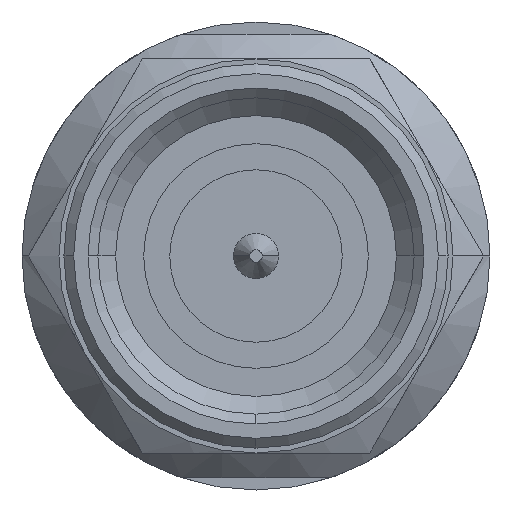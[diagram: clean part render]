
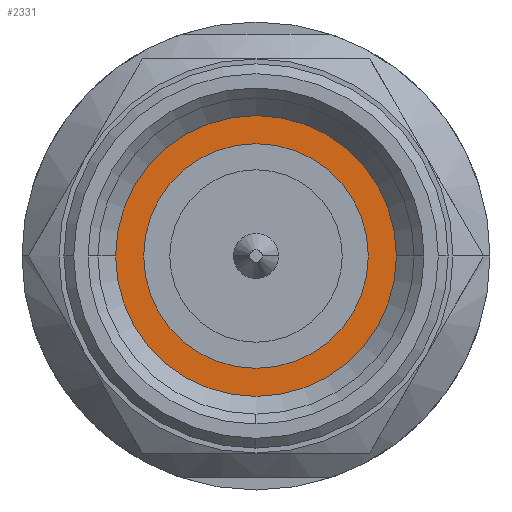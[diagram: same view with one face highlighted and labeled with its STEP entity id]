
A CAD part, left-side view. The second image highlights one B-rep face of the part: STEP entity #2331.
In plain terms, the highlighted planar face has unit normal (-1, 0, 0).
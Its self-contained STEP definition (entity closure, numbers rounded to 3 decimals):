
#68 = CARTESIAN_POINT ( 'NONE',  ( 5.4, 0., 0. ) ) ;
#113 = EDGE_CURVE ( 'NONE', #136, #1449, #2463, .T. ) ;
#136 = VERTEX_POINT ( 'NONE', #291 ) ;
#150 = PLANE ( 'NONE',  #2378 ) ;
#155 = CIRCLE ( 'NONE', #1836, 3.225 ) ;
#291 = CARTESIAN_POINT ( 'NONE',  ( 5.4, 2.28, 0. ) ) ;
#296 = DIRECTION ( 'NONE',  ( 0., 0., 1. ) ) ;
#305 = DIRECTION ( 'NONE',  ( 1., 0., 0. ) ) ;
#384 = CARTESIAN_POINT ( 'NONE',  ( 5.4, -2.28, 0. ) ) ;
#403 = CIRCLE ( 'NONE', #2303, 3.225 ) ;
#443 = EDGE_CURVE ( 'NONE', #645, #1897, #155, .T. ) ;
#613 = EDGE_CURVE ( 'NONE', #136, #1449, #1567, .T. ) ;
#620 = CARTESIAN_POINT ( 'NONE',  ( 5.4, 3.225, 0. ) ) ;
#634 = AXIS2_PLACEMENT_3D ( 'NONE', #68, #305, #890 ) ;
#645 = VERTEX_POINT ( 'NONE', #620 ) ;
#809 = DIRECTION ( 'NONE',  ( 0., 1., 0. ) ) ;
#838 = CARTESIAN_POINT ( 'NONE',  ( 5.4, 0., 0. ) ) ;
#890 = DIRECTION ( 'NONE',  ( 0., 1., 0. ) ) ;
#893 = FACE_OUTER_BOUND ( 'NONE', #903, .T. ) ;
#903 = EDGE_LOOP ( 'NONE', ( #966, #2047 ) ) ;
#948 = EDGE_CURVE ( 'NONE', #645, #1897, #403, .T. ) ;
#966 = ORIENTED_EDGE ( 'NONE', *, *, #948, .F. ) ;
#1127 = FACE_BOUND ( 'NONE', #1601, .T. ) ;
#1170 = DIRECTION ( 'NONE',  ( 0., 1., 0. ) ) ;
#1449 = VERTEX_POINT ( 'NONE', #384 ) ;
#1510 = DIRECTION ( 'NONE',  ( -1., 0., 0. ) ) ;
#1567 = CIRCLE ( 'NONE', #2349, 2.28 ) ;
#1577 = DIRECTION ( 'NONE',  ( 1., 0., 0. ) ) ;
#1601 = EDGE_LOOP ( 'NONE', ( #1931, #2027 ) ) ;
#1628 = DIRECTION ( 'NONE',  ( -1., 0., 0. ) ) ;
#1675 = CARTESIAN_POINT ( 'NONE',  ( 5.4, 0., 0. ) ) ;
#1836 = AXIS2_PLACEMENT_3D ( 'NONE', #838, #1628, #809 ) ;
#1897 = VERTEX_POINT ( 'NONE', #2053 ) ;
#1931 = ORIENTED_EDGE ( 'NONE', *, *, #613, .F. ) ;
#1938 = CARTESIAN_POINT ( 'NONE',  ( 5.4, 0., 0. ) ) ;
#1994 = DIRECTION ( 'NONE',  ( -1., 0., 0. ) ) ;
#2027 = ORIENTED_EDGE ( 'NONE', *, *, #113, .T. ) ;
#2047 = ORIENTED_EDGE ( 'NONE', *, *, #443, .T. ) ;
#2053 = CARTESIAN_POINT ( 'NONE',  ( 5.4, -3.225, 0. ) ) ;
#2200 = CARTESIAN_POINT ( 'NONE',  ( 5.4, 0., 0. ) ) ;
#2235 = DIRECTION ( 'NONE',  ( 0., 1., 0. ) ) ;
#2303 = AXIS2_PLACEMENT_3D ( 'NONE', #1938, #1577, #1170 ) ;
#2331 = ADVANCED_FACE ( 'NONE', ( #1127, #893 ), #150, .T. ) ;
#2349 = AXIS2_PLACEMENT_3D ( 'NONE', #2200, #1994, #2235 ) ;
#2378 = AXIS2_PLACEMENT_3D ( 'NONE', #1675, #1510, #296 ) ;
#2463 = CIRCLE ( 'NONE', #634, 2.28 ) ;
